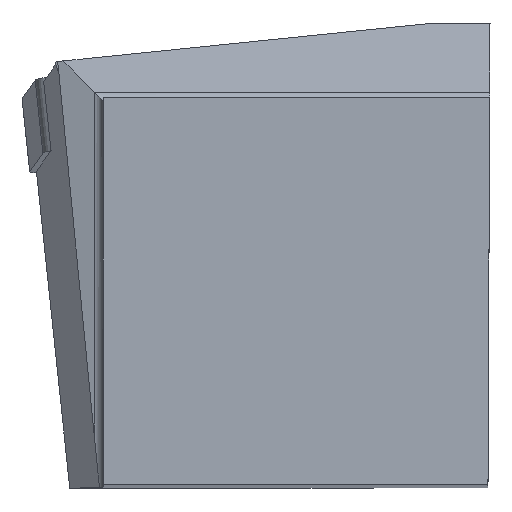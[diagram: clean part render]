
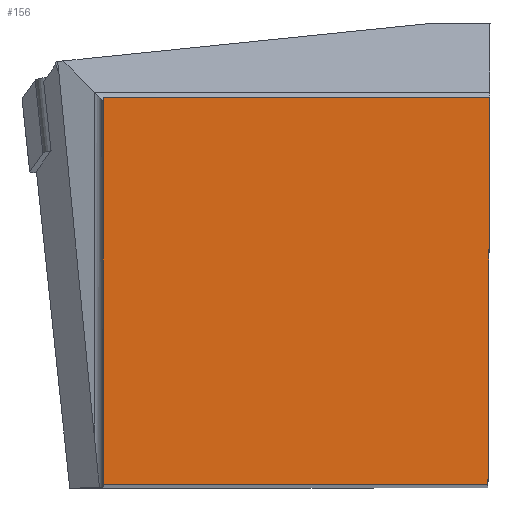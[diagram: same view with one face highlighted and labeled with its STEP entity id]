
A CAD part, top view. The second image highlights one B-rep face of the part: STEP entity #156.
In plain terms, the highlighted planar face has unit normal (0, 0, 1).
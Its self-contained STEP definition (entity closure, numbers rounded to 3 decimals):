
#123=FACE_OUTER_BOUND('',#356,.T.);
#156=ADVANCED_FACE('SHANK_FACE_BACK',(#123),#186,.F.);
#186=PLANE('',#809);
#225=LINE('',#1201,#289);
#232=LINE('',#1218,#296);
#246=LINE('',#1252,#310);
#247=LINE('',#1254,#311);
#289=VECTOR('',#921,1.);
#296=VECTOR('',#934,1.);
#310=VECTOR('',#964,1.);
#311=VECTOR('',#965,1.);
#356=EDGE_LOOP('',(#476,#477,#478,#479));
#476=ORIENTED_EDGE('',*,*,#670,.F.);
#477=ORIENTED_EDGE('',*,*,#643,.T.);
#478=ORIENTED_EDGE('',*,*,#652,.T.);
#479=ORIENTED_EDGE('',*,*,#671,.F.);
#576=VERTEX_POINT('',#1200);
#577=VERTEX_POINT('',#1202);
#583=VERTEX_POINT('',#1217);
#596=VERTEX_POINT('',#1253);
#643=EDGE_CURVE('',#577,#576,#225,.T.);
#652=EDGE_CURVE('',#576,#583,#232,.T.);
#670=EDGE_CURVE('',#577,#596,#246,.T.);
#671=EDGE_CURVE('',#596,#583,#247,.T.);
#809=AXIS2_PLACEMENT_3D('',#1255,#966,#967);
#921=DIRECTION('',(1.,0.,0.));
#934=DIRECTION('',(0.004,1.,0.));
#964=DIRECTION('',(0.,1.,0.));
#965=DIRECTION('',(1.,0.,0.));
#966=DIRECTION('',(0.,0.,-1.));
#967=DIRECTION('',(-0.995,-0.105,0.));
#1200=CARTESIAN_POINT('',(-0.218,0.,0.));
#1201=CARTESIAN_POINT('',(-64.993,0.,0.));
#1202=CARTESIAN_POINT('',(-49.85,0.,0.));
#1217=CARTESIAN_POINT('',(0.,49.85,0.));
#1218=CARTESIAN_POINT('',(-1.401,-271.333,0.));
#1252=CARTESIAN_POINT('',(-49.85,-7.993,0.));
#1253=CARTESIAN_POINT('',(-49.85,49.85,0.));
#1254=CARTESIAN_POINT('',(-64.993,49.85,0.));
#1255=CARTESIAN_POINT('',(0.,0.,
0.));
